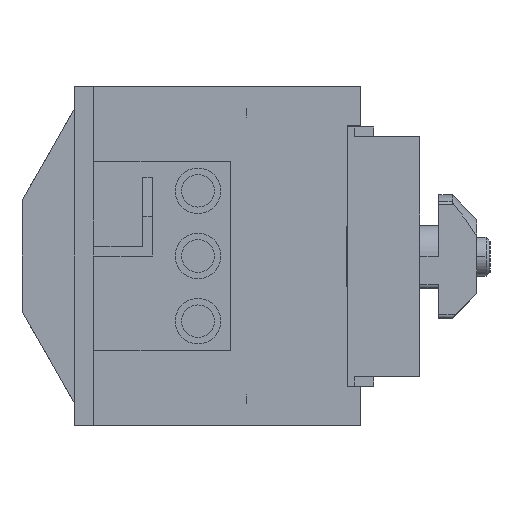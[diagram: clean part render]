
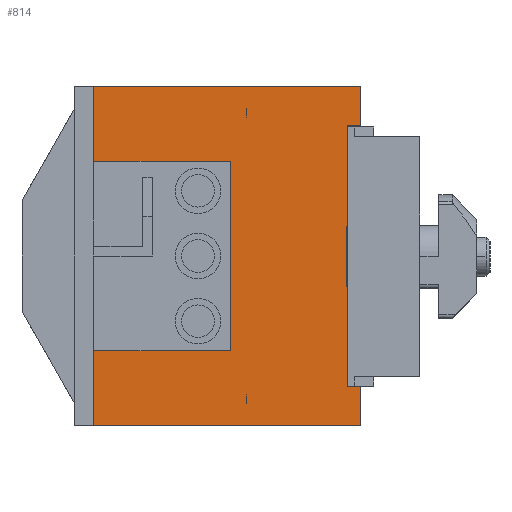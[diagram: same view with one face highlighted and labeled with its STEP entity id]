
A CAD part, left-side view. The second image highlights one B-rep face of the part: STEP entity #814.
In plain terms, the highlighted planar face has unit normal (-1, 0, 0).
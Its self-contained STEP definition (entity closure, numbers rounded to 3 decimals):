
#82 = ORIENTED_EDGE ( 'NONE', *, *, #10699, .F. ) ;
#184 = DIRECTION ( 'NONE',  ( 0., 1., 0. ) ) ;
#267 = LINE ( 'NONE', #3789, #10817 ) ;
#386 = EDGE_CURVE ( 'NONE', #7688, #9571, #8293, .T. ) ;
#395 = VERTEX_POINT ( 'NONE', #8286 ) ;
#814 = ADVANCED_FACE ( 'NONE', ( #9100 ), #2190, .F. ) ;
#932 = ORIENTED_EDGE ( 'NONE', *, *, #4994, .F. ) ;
#959 = DIRECTION ( 'NONE',  ( 0., 0., -1. ) ) ;
#1087 = ORIENTED_EDGE ( 'NONE', *, *, #10754, .F. ) ;
#1253 = ORIENTED_EDGE ( 'NONE', *, *, #5854, .F. ) ;
#1318 = CARTESIAN_POINT ( 'NONE',  ( -109.5, -20., -20. ) ) ;
#1372 = DIRECTION ( 'NONE',  ( 1., 0., 0. ) ) ;
#1428 = LINE ( 'NONE', #7026, #5862 ) ;
#1494 = VECTOR ( 'NONE', #1591, 1000. ) ;
#1591 = DIRECTION ( 'NONE',  ( 0., 0., -1. ) ) ;
#2103 = VECTOR ( 'NONE', #5276, 1000. ) ;
#2190 = PLANE ( 'NONE',  #7686 ) ;
#2205 = CARTESIAN_POINT ( 'NONE',  ( -109.5, 19., 26. ) ) ;
#2371 = LINE ( 'NONE', #10657, #10415 ) ;
#2500 = VECTOR ( 'NONE', #3854, 1000. ) ;
#2550 = CARTESIAN_POINT ( 'NONE',  ( -109.5, -22., -26. ) ) ;
#2616 = DIRECTION ( 'NONE',  ( 0., 0., -1. ) ) ;
#2666 = VECTOR ( 'NONE', #10554, 1000. ) ;
#2695 = EDGE_LOOP ( 'NONE', ( #9688, #1087, #7670, #6987, #3415, #1253, #82, #10051, #8437, #10823, #9441, #932 ) ) ;
#2771 = LINE ( 'NONE', #10686, #6516 ) ;
#2908 = VERTEX_POINT ( 'NONE', #11483 ) ;
#3071 = LINE ( 'NONE', #8837, #6939 ) ;
#3080 = VECTOR ( 'NONE', #184, 1000. ) ;
#3339 = VERTEX_POINT ( 'NONE', #7395 ) ;
#3412 = CARTESIAN_POINT ( 'NONE',  ( -109.5, 19., 14.5 ) ) ;
#3415 = ORIENTED_EDGE ( 'NONE', *, *, #9231, .F. ) ;
#3674 = CARTESIAN_POINT ( 'NONE',  ( -109.5, 19., 0. ) ) ;
#3746 = CARTESIAN_POINT ( 'NONE',  ( -109.5, -2., 14.5 ) ) ;
#3768 = LINE ( 'NONE', #9784, #2103 ) ;
#3789 = CARTESIAN_POINT ( 'NONE',  ( -109.5, -2.306, -14.5 ) ) ;
#3854 = DIRECTION ( 'NONE',  ( 0., 0., 1. ) ) ;
#3880 = LINE ( 'NONE', #3674, #2500 ) ;
#4031 = DIRECTION ( 'NONE',  ( 0., 1., 0. ) ) ;
#4304 = EDGE_CURVE ( 'NONE', #395, #2908, #1428, .T. ) ;
#4400 = CARTESIAN_POINT ( 'NONE',  ( -109.5, -22., 0. ) ) ;
#4873 = CARTESIAN_POINT ( 'NONE',  ( -109.5, -2.306, 0. ) ) ;
#4994 = EDGE_CURVE ( 'NONE', #6023, #10570, #3768, .T. ) ;
#5172 = VERTEX_POINT ( 'NONE', #7489 ) ;
#5276 = DIRECTION ( 'NONE',  ( 0., 1., 0. ) ) ;
#5329 = VERTEX_POINT ( 'NONE', #8497 ) ;
#5429 = LINE ( 'NONE', #8099, #3080 ) ;
#5854 = EDGE_CURVE ( 'NONE', #6160, #9123, #3071, .T. ) ;
#5862 = VECTOR ( 'NONE', #2616, 1000. ) ;
#5931 = VECTOR ( 'NONE', #8163, 1000. ) ;
#6023 = VERTEX_POINT ( 'NONE', #3746 ) ;
#6160 = VERTEX_POINT ( 'NONE', #1318 ) ;
#6202 = DIRECTION ( 'NONE',  ( 0., 1., 0. ) ) ;
#6479 = CARTESIAN_POINT ( 'NONE',  ( -109.5, -22., 26. ) ) ;
#6490 = EDGE_CURVE ( 'NONE', #5172, #6023, #2771, .T. ) ;
#6512 = VECTOR ( 'NONE', #959, 1000. ) ;
#6516 = VECTOR ( 'NONE', #10797, 1000. ) ;
#6664 = LINE ( 'NONE', #7248, #6512 ) ;
#6922 = EDGE_CURVE ( 'NONE', #9571, #3339, #11487, .T. ) ;
#6939 = VECTOR ( 'NONE', #9768, 1000. ) ;
#6987 = ORIENTED_EDGE ( 'NONE', *, *, #10165, .F. ) ;
#7026 = CARTESIAN_POINT ( 'NONE',  ( -109.5, 19., 0. ) ) ;
#7248 = CARTESIAN_POINT ( 'NONE',  ( -109.5, -20., 0. ) ) ;
#7395 = CARTESIAN_POINT ( 'NONE',  ( -109.5, -22., 20. ) ) ;
#7489 = CARTESIAN_POINT ( 'NONE',  ( -109.5, -2., -14.5 ) ) ;
#7670 = ORIENTED_EDGE ( 'NONE', *, *, #4304, .T. ) ;
#7686 = AXIS2_PLACEMENT_3D ( 'NONE', #4873, #1372, #4031 ) ;
#7688 = VERTEX_POINT ( 'NONE', #2205 ) ;
#7977 = VERTEX_POINT ( 'NONE', #2550 ) ;
#8099 = CARTESIAN_POINT ( 'NONE',  ( -109.5, -2.306, 20. ) ) ;
#8163 = DIRECTION ( 'NONE',  ( 0., -1., 0. ) ) ;
#8286 = CARTESIAN_POINT ( 'NONE',  ( -109.5, 19., -14.5 ) ) ;
#8293 = LINE ( 'NONE', #10110, #5931 ) ;
#8437 = ORIENTED_EDGE ( 'NONE', *, *, #6922, .F. ) ;
#8497 = CARTESIAN_POINT ( 'NONE',  ( -109.5, -20., 20. ) ) ;
#8656 = CARTESIAN_POINT ( 'NONE',  ( -109.5, -22., 0. ) ) ;
#8837 = CARTESIAN_POINT ( 'NONE',  ( -109.5, -2.306, -20. ) ) ;
#9100 = FACE_OUTER_BOUND ( 'NONE', #2695, .T. ) ;
#9123 = VERTEX_POINT ( 'NONE', #9545 ) ;
#9151 = DIRECTION ( 'NONE',  ( 0., -1., 0. ) ) ;
#9231 = EDGE_CURVE ( 'NONE', #9123, #7977, #9857, .T. ) ;
#9441 = ORIENTED_EDGE ( 'NONE', *, *, #10344, .F. ) ;
#9545 = CARTESIAN_POINT ( 'NONE',  ( -109.5, -22., -20. ) ) ;
#9571 = VERTEX_POINT ( 'NONE', #6479 ) ;
#9688 = ORIENTED_EDGE ( 'NONE', *, *, #6490, .F. ) ;
#9768 = DIRECTION ( 'NONE',  ( 0., -1., 0. ) ) ;
#9781 = EDGE_CURVE ( 'NONE', #3339, #5329, #5429, .T. ) ;
#9784 = CARTESIAN_POINT ( 'NONE',  ( -109.5, -2.306, 14.5 ) ) ;
#9857 = LINE ( 'NONE', #4400, #2666 ) ;
#10051 = ORIENTED_EDGE ( 'NONE', *, *, #9781, .F. ) ;
#10110 = CARTESIAN_POINT ( 'NONE',  ( -109.5, -2.306, 26. ) ) ;
#10165 = EDGE_CURVE ( 'NONE', #7977, #2908, #2371, .T. ) ;
#10344 = EDGE_CURVE ( 'NONE', #10570, #7688, #3880, .T. ) ;
#10415 = VECTOR ( 'NONE', #6202, 1000. ) ;
#10554 = DIRECTION ( 'NONE',  ( 0., 0., -1. ) ) ;
#10570 = VERTEX_POINT ( 'NONE', #3412 ) ;
#10657 = CARTESIAN_POINT ( 'NONE',  ( -109.5, 0., -26. ) ) ;
#10686 = CARTESIAN_POINT ( 'NONE',  ( -109.5, -2., 0. ) ) ;
#10699 = EDGE_CURVE ( 'NONE', #5329, #6160, #6664, .T. ) ;
#10754 = EDGE_CURVE ( 'NONE', #395, #5172, #267, .T. ) ;
#10797 = DIRECTION ( 'NONE',  ( 0., 0., 1. ) ) ;
#10817 = VECTOR ( 'NONE', #9151, 1000. ) ;
#10823 = ORIENTED_EDGE ( 'NONE', *, *, #386, .F. ) ;
#11483 = CARTESIAN_POINT ( 'NONE',  ( -109.5, 19., -26. ) ) ;
#11487 = LINE ( 'NONE', #8656, #1494 ) ;
